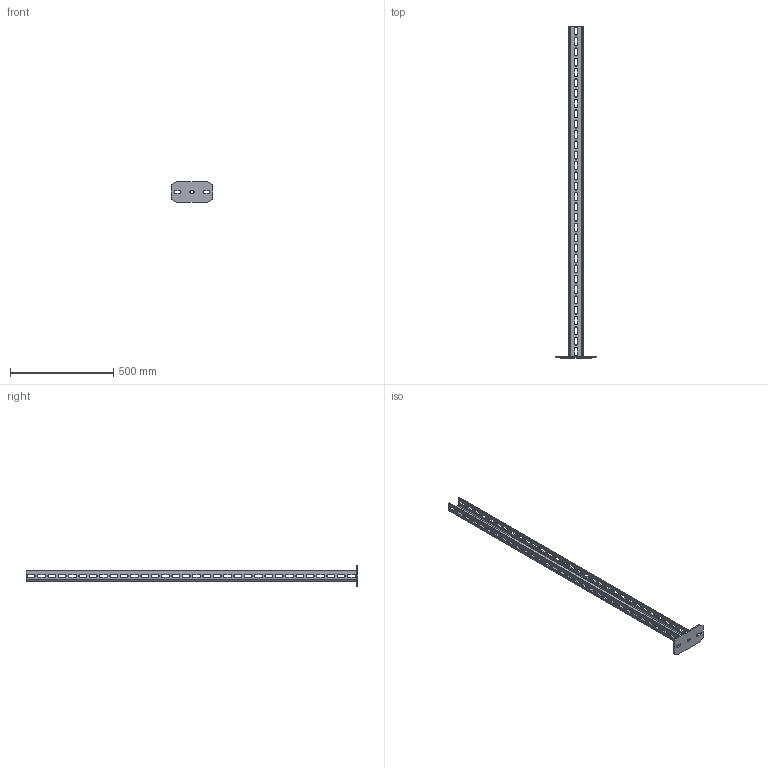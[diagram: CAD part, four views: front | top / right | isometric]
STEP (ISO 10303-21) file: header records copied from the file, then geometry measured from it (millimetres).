
FILE_DESCRIPTION((''),'2;1');
FILE_NAME('6339247','2012-07-23T',('AndreasKeweloh'),(''),'PRO/ENGINEER BY PARAMETRIC TECHNOLOGY CORPORATION, 2012130','PRO/ENGINEER BY PARAMETRIC TECHNOLOGY CORPORATION, 2012130','');
FILE_SCHEMA(('CONFIG_CONTROL_DESIGN'));
Length unit declared in the file: millimetre
Products named in the file (1): 6339247
Bounding box: 200 x 1606.5 x 100 mm (x, y, z)
Volume: 923829.9 mm3; surface area: 493654.3 mm2
Topology: 1 solids, 1 shells, 419 faces, 1248 edges, 832 vertices
Faces by surface type: plane 217, cylinder 202
Entity records: 14600 total; most frequent: CARTESIAN_POINT 2499, ORIENTED_EDGE 2496, DIRECTION 2490, EDGE_CURVE 1248, VECTOR 844, LINE 844, VERTEX_POINT 832, AXIS2_PLACEMENT_3D 823
